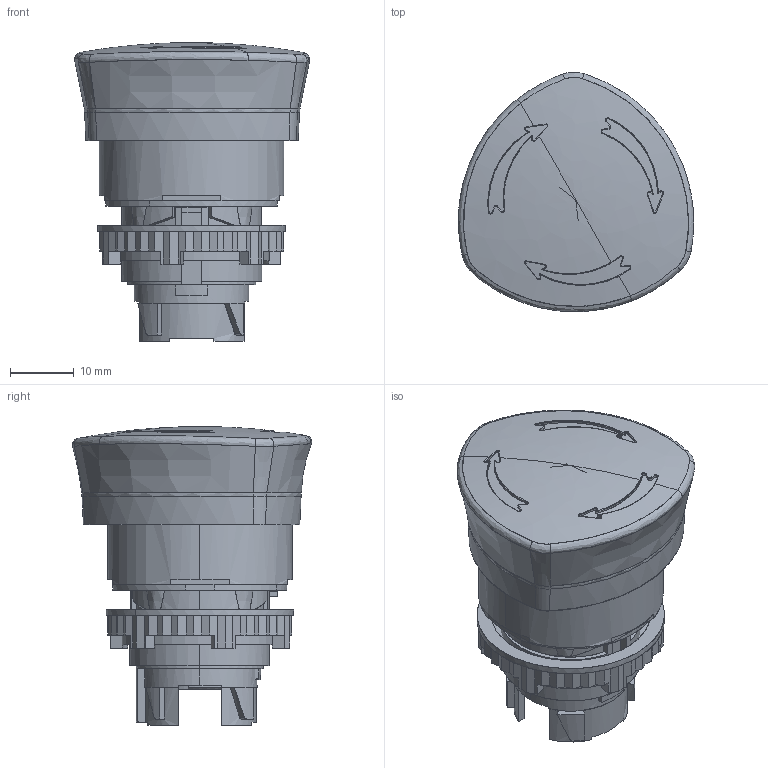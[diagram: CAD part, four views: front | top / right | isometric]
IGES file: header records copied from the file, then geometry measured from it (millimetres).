
Start section: START RECORD GO HERE.
Global section: file name: L22EM10.igs; native system: DASSAULT SYSTEMES CATIA V5 R19 - www.3ds.com; preprocessor: CATIA Version 5 Release 19 SP 5 ; author: fantini; organization: EU; date: 20110309.081207; units: millimetre
Bounding box: 36.96 x 37.62 x 46.95 mm (x, y, z)
Surface area: 22473.8 mm2 (no closed solid volume)
Topology: 0 solids, 0 shells, 977 faces, 5420 edges, 5410 vertices
Faces by surface type: bspline 977
